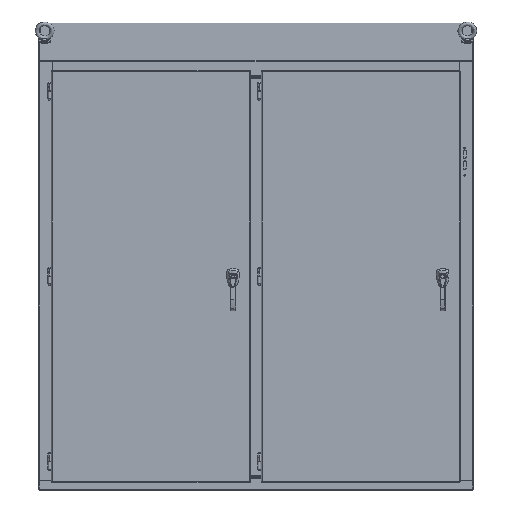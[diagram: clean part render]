
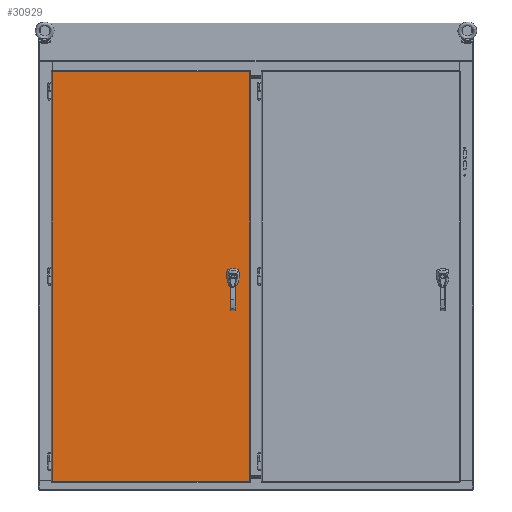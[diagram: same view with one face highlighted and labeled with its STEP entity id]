
A CAD part, front view. The second image highlights one B-rep face of the part: STEP entity #30929.
In plain terms, the highlighted planar face has unit normal (0, -1, 0).
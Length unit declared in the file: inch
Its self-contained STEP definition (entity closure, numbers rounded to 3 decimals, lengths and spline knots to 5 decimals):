
#3784 = VERTEX_POINT ( 'NONE', #70801 ) ;
#5401 = VECTOR ( 'NONE', #24514, 39.37008 ) ;
#6760 = CARTESIAN_POINT ( 'NONE',  ( -3.79193, -19.3755, -3.05598 ) ) ;
#7556 = DIRECTION ( 'NONE',  ( 0., 0., 1. ) ) ;
#9150 = VECTOR ( 'NONE', #105527, 39.37008 ) ;
#10570 = VERTEX_POINT ( 'NONE', #63510 ) ;
#11673 = AXIS2_PLACEMENT_3D ( 'NONE', #82540, #17513, #44932 ) ;
#11770 = LINE ( 'NONE', #74538, #111965 ) ;
#15966 = CARTESIAN_POINT ( 'NONE',  ( -3.9915, -19.3755, -3.45148 ) ) ;
#16657 = EDGE_CURVE ( 'NONE', #87873, #10570, #68580, .T. ) ;
#17513 = DIRECTION ( 'NONE',  ( 0., -1., 0. ) ) ;
#18053 = CARTESIAN_POINT ( 'NONE',  ( -1.1215, -19.3755, -3.45148 ) ) ;
#18393 = VERTEX_POINT ( 'NONE', #78650 ) ;
#18394 = CARTESIAN_POINT ( 'NONE',  ( -3.9915, -19.3755, -3.45148 ) ) ;
#21651 = CARTESIAN_POINT ( 'NONE',  ( -18.156, -19.3755, -38.82948 ) ) ;
#23573 = DIRECTION ( 'NONE',  ( 0., 1., 0. ) ) ;
#23682 = CARTESIAN_POINT ( 'NONE',  ( -3.596, -19.3755, -3.25191 ) ) ;
#24008 = LINE ( 'NONE', #21651, #98330 ) ;
#24514 = DIRECTION ( 'NONE',  ( 1., 0., 0. ) ) ;
#25897 = DIRECTION ( 'NONE',  ( 0., -1., 0. ) ) ;
#27439 = ORIENTED_EDGE ( 'NONE', *, *, #73479, .F. ) ;
#30214 = EDGE_CURVE ( 'NONE', #67009, #55958, #24008, .T. ) ;
#30929 = ADVANCED_FACE ( 'NONE', ( #70205, #76776, #32547 ), #51671, .F. ) ;
#31492 = DIRECTION ( 'NONE',  ( 0., 0., -1. ) ) ;
#32213 = CARTESIAN_POINT ( 'NONE',  ( -3.9915, -19.3755, -4.95648 ) ) ;
#32547 = FACE_BOUND ( 'NONE', #77351, .T. ) ;
#33847 = LINE ( 'NONE', #70913, #102680 ) ;
#34631 = CARTESIAN_POINT ( 'NONE',  ( -18.156, -19.3755, 31.92652 ) ) ;
#36305 = DIRECTION ( 'NONE',  ( 0., 0., -1. ) ) ;
#36709 = CARTESIAN_POINT ( 'NONE',  ( -3.79193, -19.3755, -3.84698 ) ) ;
#37174 = ORIENTED_EDGE ( 'NONE', *, *, #37367, .F. ) ;
#37367 = EDGE_CURVE ( 'NONE', #18393, #87873, #51758, .T. ) ;
#38070 = DIRECTION ( 'NONE',  ( 0., 0., 1. ) ) ;
#40161 = DIRECTION ( 'NONE',  ( -1., 0., 0. ) ) ;
#41196 = LINE ( 'NONE', #68747, #97020 ) ;
#41407 = EDGE_CURVE ( 'NONE', #70402, #49188, #57188, .T. ) ;
#42967 = ORIENTED_EDGE ( 'NONE', *, *, #48177, .F. ) ;
#44932 = DIRECTION ( 'NONE',  ( 0., 0., -1. ) ) ;
#45423 = AXIS2_PLACEMENT_3D ( 'NONE', #106586, #25897, #115496 ) ;
#46627 = LINE ( 'NONE', #56226, #112094 ) ;
#48097 = VERTEX_POINT ( 'NONE', #6760 ) ;
#48177 = EDGE_CURVE ( 'NONE', #70421, #48097, #60742, .T. ) ;
#49188 = VERTEX_POINT ( 'NONE', #84263 ) ;
#51263 = ORIENTED_EDGE ( 'NONE', *, *, #41407, .F. ) ;
#51671 = PLANE ( 'NONE',  #94625 ) ;
#51758 = LINE ( 'NONE', #85799, #9150 ) ;
#53770 = DIRECTION ( 'NONE',  ( -1., 0., 0. ) ) ;
#54294 = ORIENTED_EDGE ( 'NONE', *, *, #73432, .F. ) ;
#54846 = DIRECTION ( 'NONE',  ( 0., -1., 0. ) ) ;
#55958 = VERTEX_POINT ( 'NONE', #113886 ) ;
#56226 = CARTESIAN_POINT ( 'NONE',  ( -4.387, -19.3755, -3.45148 ) ) ;
#57188 = CIRCLE ( 'NONE', #118138, 0.443 ) ;
#57511 = CIRCLE ( 'NONE', #11673, 0.443 ) ;
#60742 = CIRCLE ( 'NONE', #45423, 0.443 ) ;
#62545 = ORIENTED_EDGE ( 'NONE', *, *, #88310, .F. ) ;
#63429 = VERTEX_POINT ( 'NONE', #118302 ) ;
#63510 = CARTESIAN_POINT ( 'NONE',  ( -3.596, -19.3755, -3.65105 ) ) ;
#64040 = LINE ( 'NONE', #18053, #97297 ) ;
#67009 = VERTEX_POINT ( 'NONE', #87298 ) ;
#68580 = CIRCLE ( 'NONE', #114352, 0.443 ) ;
#68747 = CARTESIAN_POINT ( 'NONE',  ( -18.156, -19.3755, -3.05598 ) ) ;
#70205 = FACE_OUTER_BOUND ( 'NONE', #73595, .T. ) ;
#70402 = VERTEX_POINT ( 'NONE', #95411 ) ;
#70421 = VERTEX_POINT ( 'NONE', #23682 ) ;
#70801 = CARTESIAN_POINT ( 'NONE',  ( -35.1905, -19.3755, 31.92652 ) ) ;
#70913 = CARTESIAN_POINT ( 'NONE',  ( -3.596, -19.3755, -3.45148 ) ) ;
#71983 = EDGE_CURVE ( 'NONE', #49188, #63429, #46627, .T. ) ;
#72173 = EDGE_LOOP ( 'NONE', ( #91888 ) ) ;
#72900 = DIRECTION ( 'NONE',  ( 0., -1., 0. ) ) ;
#73432 = EDGE_CURVE ( 'NONE', #48097, #70402, #41196, .T. ) ;
#73479 = EDGE_CURVE ( 'NONE', #3784, #96247, #88988, .T. ) ;
#73595 = EDGE_LOOP ( 'NONE', ( #27439, #98822, #83666, #98845 ) ) ;
#73786 = CIRCLE ( 'NONE', #75721, 0.167 ) ;
#74538 = CARTESIAN_POINT ( 'NONE',  ( -35.1905, -19.3755, -3.45148 ) ) ;
#75721 = AXIS2_PLACEMENT_3D ( 'NONE', #109908, #72900, #101540 ) ;
#76776 = FACE_BOUND ( 'NONE', #72173, .T. ) ;
#77351 = EDGE_LOOP ( 'NONE', ( #62545, #79543, #51263, #54294, #42967, #89621, #108483, #37174 ) ) ;
#78650 = CARTESIAN_POINT ( 'NONE',  ( -4.19107, -19.3755, -3.84698 ) ) ;
#79543 = ORIENTED_EDGE ( 'NONE', *, *, #71983, .F. ) ;
#80279 = EDGE_CURVE ( 'NONE', #55958, #3784, #11770, .T. ) ;
#81941 = DIRECTION ( 'NONE',  ( 0., 0., -1. ) ) ;
#82540 = CARTESIAN_POINT ( 'NONE',  ( -3.9915, -19.3755, -3.45148 ) ) ;
#83666 = ORIENTED_EDGE ( 'NONE', *, *, #30214, .F. ) ;
#84263 = CARTESIAN_POINT ( 'NONE',  ( -4.387, -19.3755, -3.25191 ) ) ;
#84666 = CARTESIAN_POINT ( 'NONE',  ( -1.1215, -19.3755, 31.92652 ) ) ;
#85799 = CARTESIAN_POINT ( 'NONE',  ( -18.156, -19.3755, -3.84698 ) ) ;
#87298 = CARTESIAN_POINT ( 'NONE',  ( -1.1215, -19.3755, -38.82948 ) ) ;
#87873 = VERTEX_POINT ( 'NONE', #36709 ) ;
#88310 = EDGE_CURVE ( 'NONE', #63429, #18393, #57511, .T. ) ;
#88817 = DIRECTION ( 'NONE',  ( 0., -1., 0. ) ) ;
#88988 = LINE ( 'NONE', #34631, #5401 ) ;
#89621 = ORIENTED_EDGE ( 'NONE', *, *, #113325, .F. ) ;
#91888 = ORIENTED_EDGE ( 'NONE', *, *, #111969, .F. ) ;
#92629 = DIRECTION ( 'NONE',  ( 0., 0., -1. ) ) ;
#94625 = AXIS2_PLACEMENT_3D ( 'NONE', #105444, #23573, #115554 ) ;
#95411 = CARTESIAN_POINT ( 'NONE',  ( -4.19107, -19.3755, -3.05598 ) ) ;
#96247 = VERTEX_POINT ( 'NONE', #84666 ) ;
#97020 = VECTOR ( 'NONE', #53770, 39.37008 ) ;
#97297 = VECTOR ( 'NONE', #81941, 39.37008 ) ;
#98330 = VECTOR ( 'NONE', #40161, 39.37008 ) ;
#98822 = ORIENTED_EDGE ( 'NONE', *, *, #80279, .F. ) ;
#98845 = ORIENTED_EDGE ( 'NONE', *, *, #103031, .F. ) ;
#101540 = DIRECTION ( 'NONE',  ( 0., 0., -1. ) ) ;
#102680 = VECTOR ( 'NONE', #7556, 39.37008 ) ;
#103031 = EDGE_CURVE ( 'NONE', #96247, #67009, #64040, .T. ) ;
#105444 = CARTESIAN_POINT ( 'NONE',  ( -18.156, -19.3755, -3.45148 ) ) ;
#105527 = DIRECTION ( 'NONE',  ( 1., 0., 0. ) ) ;
#106586 = CARTESIAN_POINT ( 'NONE',  ( -3.9915, -19.3755, -3.45148 ) ) ;
#108483 = ORIENTED_EDGE ( 'NONE', *, *, #16657, .F. ) ;
#109908 = CARTESIAN_POINT ( 'NONE',  ( -3.9915, -19.3755, -4.78948 ) ) ;
#111965 = VECTOR ( 'NONE', #38070, 39.37008 ) ;
#111969 = EDGE_CURVE ( 'NONE', #114069, #114069, #73786, .T. ) ;
#112094 = VECTOR ( 'NONE', #92629, 39.37008 ) ;
#113325 = EDGE_CURVE ( 'NONE', #10570, #70421, #33847, .T. ) ;
#113886 = CARTESIAN_POINT ( 'NONE',  ( -35.1905, -19.3755, -38.82948 ) ) ;
#114069 = VERTEX_POINT ( 'NONE', #32213 ) ;
#114352 = AXIS2_PLACEMENT_3D ( 'NONE', #18394, #54846, #36305 ) ;
#115496 = DIRECTION ( 'NONE',  ( 0., 0., -1. ) ) ;
#115554 = DIRECTION ( 'NONE',  ( 0., 0., 1. ) ) ;
#118138 = AXIS2_PLACEMENT_3D ( 'NONE', #15966, #88817, #31492 ) ;
#118302 = CARTESIAN_POINT ( 'NONE',  ( -4.387, -19.3755, -3.65105 ) ) ;
